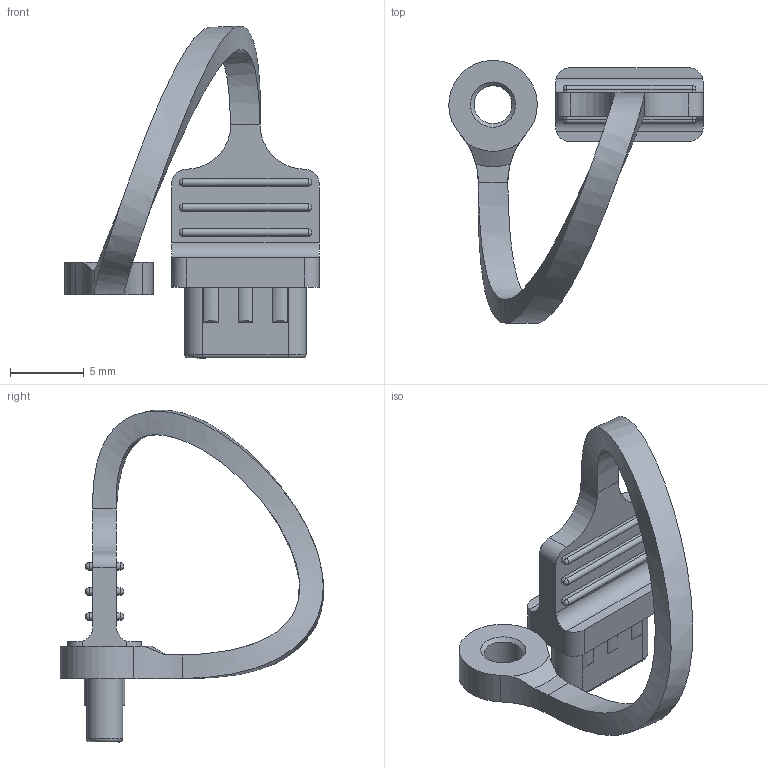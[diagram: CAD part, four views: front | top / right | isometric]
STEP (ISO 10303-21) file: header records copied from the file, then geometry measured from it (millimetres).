
FILE_DESCRIPTION(/* description */ (''),/* implementation_level */ '2;1');
FILE_NAME(/* name */ 'Untitled v1.step',/* time_stamp */ '2017-12-29T10:16:42-07:00',/* author */ ('elojewsk'),/* organization */ (''),/* preprocessor_version */ 'ST-DEVELOPER v16.13',/* originating_system */ 'Autodesk Translation Framework v6.5.0.72',/* authorisation */ '');
FILE_SCHEMA (('AUTOMOTIVE_DESIGN { 1 0 10303 214 3 1 1 }'));
Length unit declared in the file: millimetre
Products named in the file (3): Untitled; Part1^P-MUSBR-2M5C-0X4BP-REVA; Part2^P-MUSBR-2M5C-0X4BP-REVA
Assembly tree (2 placements, depth 2):
  Untitled
    Part1^P-MUSBR-2M5C-0X4BP-REVA
    Part2^P-MUSBR-2M5C-0X4BP-REVA
Bounding box: 17.25 x 17.83 x 22.51 mm (x, y, z)
Volume: 481.5 mm3; surface area: 869.6 mm2
Topology: 1 solids, 1 shells, 118 faces, 300 edges, 185 vertices
Faces by surface type: plane 45, cylinder 44, sphere 12, bspline 10, cone 5, torus 2
Full cylindrical faces by diameter (mm): 2.57 x1
Entity records: 4460 total; most frequent: CARTESIAN_POINT 1535, DIRECTION 610, ORIENTED_EDGE 588, EDGE_CURVE 294, AXIS2_PLACEMENT_3D 229, VERTEX_POINT 185, LINE 152, VECTOR 152
